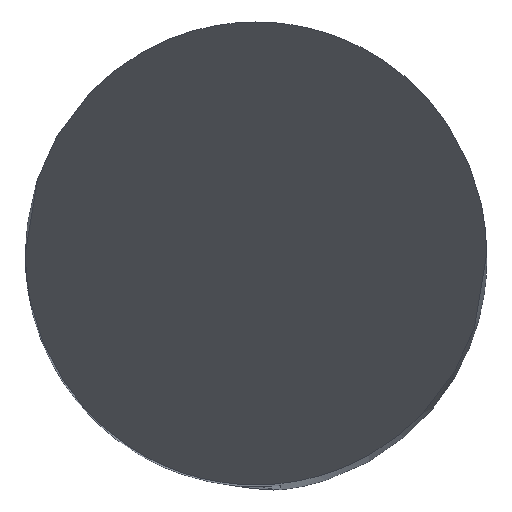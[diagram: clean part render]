
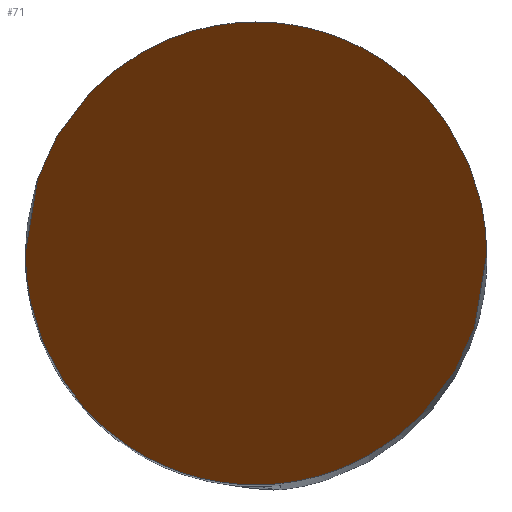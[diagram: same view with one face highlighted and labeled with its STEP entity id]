
A CAD part, top view. The second image highlights one B-rep face of the part: STEP entity #71.
In plain terms, the highlighted planar face has unit normal (0, -0.866, 0.5).
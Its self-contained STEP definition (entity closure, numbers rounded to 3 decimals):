
#52=PLANE('',#492);
#71=ADVANCED_FACE('',(#102),#52,.F.);
#102=FACE_OUTER_BOUND('',#126,.T.);
#126=EDGE_LOOP('',(#259,#260));
#259=ORIENTED_EDGE('',*,*,#363,.F.);
#260=ORIENTED_EDGE('',*,*,#372,.F.);
#323=VERTEX_POINT('',#616);
#324=VERTEX_POINT('',#617);
#363=EDGE_CURVE('',#323,#324,#431,.T.);
#372=EDGE_CURVE('',#324,#323,#434,.T.);
#431=(
BOUNDED_CURVE()
B_SPLINE_CURVE(3,(#612,#613,#614,#615),.UNSPECIFIED.,.F.,.F.)
B_SPLINE_CURVE_WITH_KNOTS((4,4),(0.,1.),.UNSPECIFIED.)
CURVE()
GEOMETRIC_REPRESENTATION_ITEM()
RATIONAL_B_SPLINE_CURVE((1.,0.333,0.333,1.))
REPRESENTATION_ITEM('')
);
#434=(
BOUNDED_CURVE()
B_SPLINE_CURVE(3,(#676,#677,#678,#679),.UNSPECIFIED.,.F.,.F.)
B_SPLINE_CURVE_WITH_KNOTS((4,4),(0.,1.),.UNSPECIFIED.)
CURVE()
GEOMETRIC_REPRESENTATION_ITEM()
RATIONAL_B_SPLINE_CURVE((1.,0.333,0.333,1.))
REPRESENTATION_ITEM('')
);
#492=AXIS2_PLACEMENT_3D('',#862,#544,#545);
#544=DIRECTION('',(0.,0.866,-0.5));
#545=DIRECTION('',(0.,-0.5,-0.866));
#612=CARTESIAN_POINT('',(-3.5,0.,0.));
#613=CARTESIAN_POINT('',(-3.5,7.,12.124));
#614=CARTESIAN_POINT('',(3.5,7.,12.124));
#615=CARTESIAN_POINT('',(3.5,0.,0.));
#616=CARTESIAN_POINT('',(-3.5,0.,0.));
#617=CARTESIAN_POINT('',(3.5,0.,0.));
#676=CARTESIAN_POINT('',(3.5,0.,0.));
#677=CARTESIAN_POINT('',(3.5,-7.,-12.124));
#678=CARTESIAN_POINT('',(-3.5,-7.,-12.124));
#679=CARTESIAN_POINT('',(-3.5,0.,0.));
#862=CARTESIAN_POINT('',(3.5,3.5,6.062));
